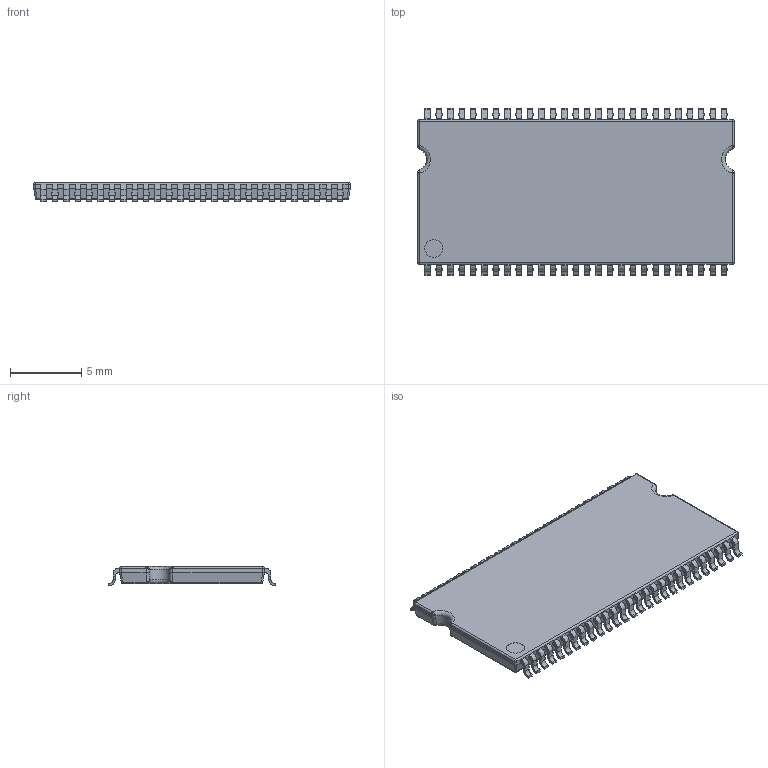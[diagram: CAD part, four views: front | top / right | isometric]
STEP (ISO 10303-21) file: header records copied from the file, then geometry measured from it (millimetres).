
FILE_DESCRIPTION(/* description */ (''),/* implementation_level */ '2;1');
FILE_NAME(/* name */ 'Micron - TSOP-54.step',/* time_stamp */ '2019-12-31T13:01:38+00:00',/* author */ (''),/* organization */ (''),/* preprocessor_version */ 'ST-DEVELOPER v18',/* originating_system */ 'Autodesk Translation Framework v8.12.0.6',/* authorisation */ '');
FILE_SCHEMA (('AUTOMOTIVE_DESIGN { 1 0 10303 214 3 1 1 }'));
Length unit declared in the file: millimetre
Products named in the file (1): Micron - TSOP-54
Bounding box: 22.2 x 11.76 x 1.35 mm (x, y, z)
Volume: 271.4 mm3; surface area: 604.1 mm2
Topology: 1 solids, 1 shells, 1262 faces, 3305 edges, 2038 vertices
Faces by surface type: plane 987, cylinder 243, bspline 20, sphere 8, torus 4
Full cylindrical faces by diameter (mm): 1.25 x1
Entity records: 38420 total; most frequent: CARTESIAN_POINT 7222, ORIENTED_EDGE 6594, DIRECTION 6245, EDGE_CURVE 3297, LINE 2755, VECTOR 2755, VERTEX_POINT 2038, AXIS2_PLACEMENT_3D 1745
